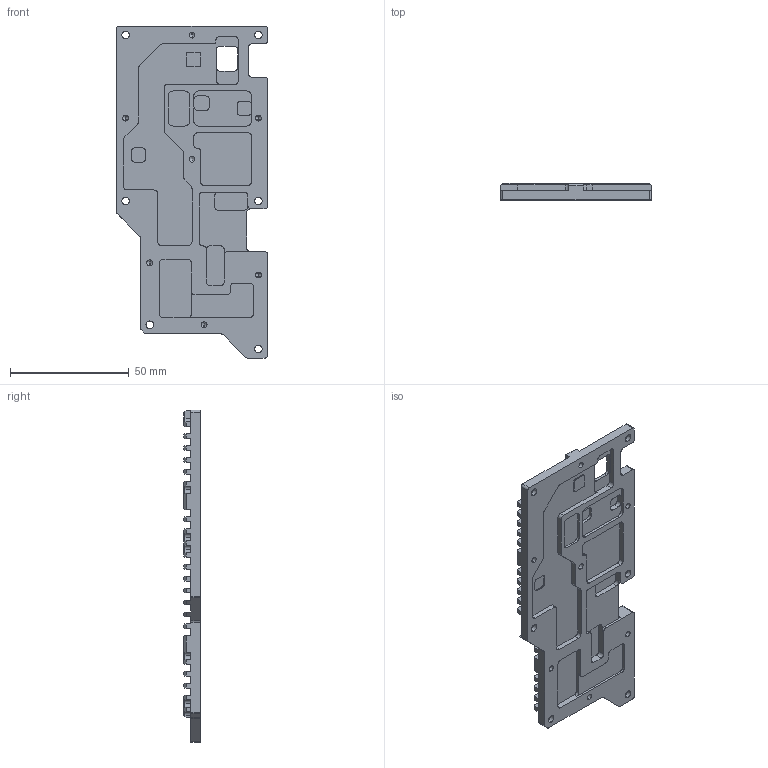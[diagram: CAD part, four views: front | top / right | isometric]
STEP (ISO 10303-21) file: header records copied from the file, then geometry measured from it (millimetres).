
FILE_DESCRIPTION (( 'STEP AP214' ), '1' );
FILE_NAME ('TX_case_top.STEP', '2023-09-26T08:49:28', ( 'MaxAli' ), ( '' ), 'SwSTEP 2.0', 'SolidWorks 2018', '' );
FILE_SCHEMA (( 'AUTOMOTIVE_DESIGN' ));
Length unit declared in the file: millimetre
Products named in the file (1): TX_case_top
Bounding box: 63.5 x 6.95 x 139.7 mm (x, y, z)
Volume: 30164.5 mm3; surface area: 26002.2 mm2
Topology: 1 solids, 1 shells, 522 faces, 1456 edges, 943 vertices
Faces by surface type: plane 325, cylinder 156, cone 41
Entity records: 16763 total; most frequent: CARTESIAN_POINT 2916, ORIENTED_EDGE 2884, DIRECTION 2824, EDGE_CURVE 1442, VECTOR 1102, LINE 1102, VERTEX_POINT 943, AXIS2_PLACEMENT_3D 861
